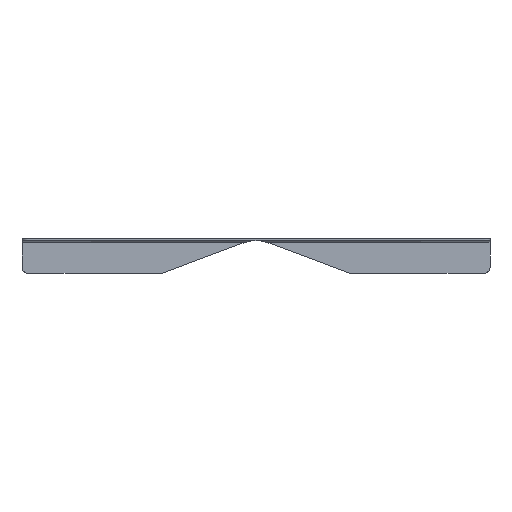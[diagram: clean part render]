
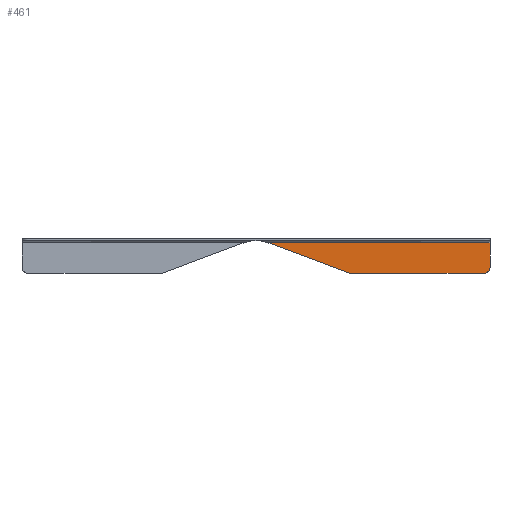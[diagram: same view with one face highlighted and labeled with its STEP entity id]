
A CAD part, front view. The second image highlights one B-rep face of the part: STEP entity #461.
In plain terms, the highlighted planar face has unit normal (0, -1, 0).
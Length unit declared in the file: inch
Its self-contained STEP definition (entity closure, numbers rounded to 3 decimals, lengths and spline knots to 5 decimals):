
#17 = VERTEX_POINT ( 'NONE', #199 ) ;
#68 = DIRECTION ( 'NONE',  ( 0.937, 0., -0.35 ) ) ;
#122 = EDGE_LOOP ( 'NONE', ( #527, #1011, #1744, #1037, #1598 ) ) ;
#182 = CIRCLE ( 'NONE', #1185, 0.1875 ) ;
#199 = CARTESIAN_POINT ( 'NONE',  ( 3., -0.06, -1.1 ) ) ;
#263 = CARTESIAN_POINT ( 'NONE',  ( 0.38421, -0.06, -0.123 ) ) ;
#340 = VECTOR ( 'NONE', #1413, 39.37008 ) ;
#365 = DIRECTION ( 'NONE',  ( 0., -1., 0. ) ) ;
#440 = FACE_OUTER_BOUND ( 'NONE', #122, .T. ) ;
#461 = ADVANCED_FACE ( 'NONE', ( #440 ), #914, .F. ) ;
#487 = EDGE_CURVE ( 'NONE', #1633, #602, #182, .T. ) ;
#509 = EDGE_CURVE ( 'NONE', #602, #791, #1627, .T. ) ;
#527 = ORIENTED_EDGE ( 'NONE', *, *, #1014, .T. ) ;
#536 = CARTESIAN_POINT ( 'NONE',  ( 7.3125, -0.06, -1.1 ) ) ;
#539 = CARTESIAN_POINT ( 'NONE',  ( 7.5, -0.06, -0.123 ) ) ;
#602 = VERTEX_POINT ( 'NONE', #1344 ) ;
#638 = CARTESIAN_POINT ( 'NONE',  ( -7.5, -0.06, -1.1 ) ) ;
#640 = AXIS2_PLACEMENT_3D ( 'NONE', #638, #1057, #762 ) ;
#642 = VECTOR ( 'NONE', #68, 39.37008 ) ;
#643 = DIRECTION ( 'NONE',  ( 0., 0., 1. ) ) ;
#705 = LINE ( 'NONE', #1679, #340 ) ;
#706 = VECTOR ( 'NONE', #1177, 39.37008 ) ;
#762 = DIRECTION ( 'NONE',  ( 0., 0., 1. ) ) ;
#791 = VERTEX_POINT ( 'NONE', #539 ) ;
#914 = PLANE ( 'NONE',  #640 ) ;
#1011 = ORIENTED_EDGE ( 'NONE', *, *, #1132, .T. ) ;
#1014 = EDGE_CURVE ( 'NONE', #1198, #17, #1353, .T. ) ;
#1028 = VECTOR ( 'NONE', #1196, 39.37008 ) ;
#1037 = ORIENTED_EDGE ( 'NONE', *, *, #509, .T. ) ;
#1057 = DIRECTION ( 'NONE',  ( 0., 1., 0. ) ) ;
#1064 = CARTESIAN_POINT ( 'NONE',  ( -7.5, -0.06, -1.1 ) ) ;
#1132 = EDGE_CURVE ( 'NONE', #17, #1633, #1479, .T. ) ;
#1177 = DIRECTION ( 'NONE',  ( 0., 0., 1. ) ) ;
#1185 = AXIS2_PLACEMENT_3D ( 'NONE', #1712, #365, #643 ) ;
#1196 = DIRECTION ( 'NONE',  ( 1., 0., 0. ) ) ;
#1198 = VERTEX_POINT ( 'NONE', #263 ) ;
#1303 = CARTESIAN_POINT ( 'NONE',  ( 7.5, -0.06, -1.1 ) ) ;
#1344 = CARTESIAN_POINT ( 'NONE',  ( 7.5, -0.06, -0.9125 ) ) ;
#1353 = LINE ( 'NONE', #1682, #642 ) ;
#1413 = DIRECTION ( 'NONE',  ( 1., 0., 0. ) ) ;
#1464 = EDGE_CURVE ( 'NONE', #1198, #791, #705, .T. ) ;
#1479 = LINE ( 'NONE', #1064, #1028 ) ;
#1598 = ORIENTED_EDGE ( 'NONE', *, *, #1464, .F. ) ;
#1627 = LINE ( 'NONE', #1303, #706 ) ;
#1633 = VERTEX_POINT ( 'NONE', #536 ) ;
#1679 = CARTESIAN_POINT ( 'NONE',  ( -7.5, -0.06, -0.123 ) ) ;
#1682 = CARTESIAN_POINT ( 'NONE',  ( 3., -0.06, -1.1 ) ) ;
#1712 = CARTESIAN_POINT ( 'NONE',  ( 7.3125, -0.06, -0.9125 ) ) ;
#1744 = ORIENTED_EDGE ( 'NONE', *, *, #487, .T. ) ;
